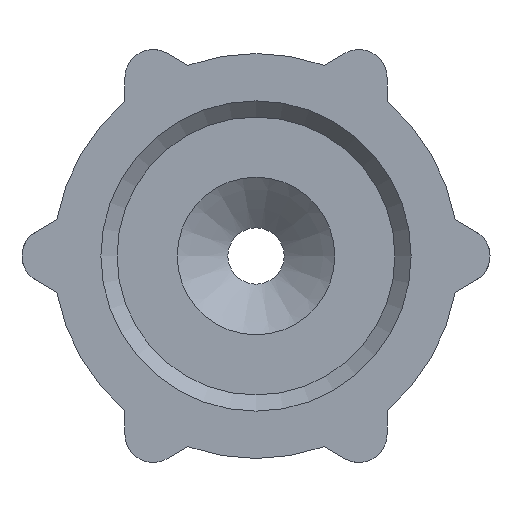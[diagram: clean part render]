
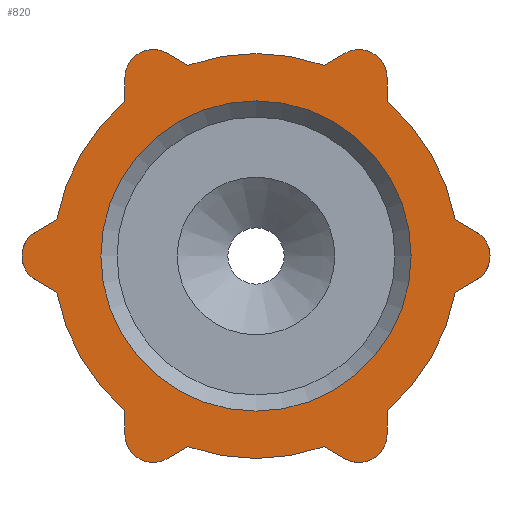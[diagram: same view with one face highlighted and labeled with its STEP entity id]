
A CAD part, front view. The second image highlights one B-rep face of the part: STEP entity #820.
In plain terms, the highlighted planar face has unit normal (0, -1, 0).
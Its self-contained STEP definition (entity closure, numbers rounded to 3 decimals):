
#52=LINE('',#1280,#89);
#56=LINE('',#1297,#93);
#60=LINE('',#1314,#97);
#64=LINE('',#1331,#101);
#66=LINE('',#1339,#103);
#72=LINE('',#1433,#109);
#73=LINE('',#1438,#110);
#74=LINE('',#1443,#111);
#76=LINE('',#1451,#113);
#79=LINE('',#1484,#116);
#82=LINE('',#1514,#119);
#84=LINE('',#1525,#121);
#89=VECTOR('',#958,2.127);
#93=VECTOR('',#970,2.127);
#97=VECTOR('',#982,2.127);
#101=VECTOR('',#994,2.127);
#103=VECTOR('',#998,2.127);
#109=VECTOR('',#1022,2.127);
#110=VECTOR('',#1025,2.127);
#111=VECTOR('',#1028,2.127);
#113=VECTOR('',#1032,2.127);
#116=VECTOR('',#1047,2.127);
#119=VECTOR('',#1056,2.127);
#121=VECTOR('',#1066,2.127);
#166=PLANE('',#914);
#188=FACE_BOUND('',#313,.T.);
#240=FACE_OUTER_BOUND('',#312,.T.);
#312=EDGE_LOOP('',(#709,#710,#711,#712,#713,#714,#715,#716,#717,#718,#719,
#720,#721,#722,#723,#724,#725,#726,#727,#728,#729,#730,#731,#732));
#313=EDGE_LOOP('',(#733));
#329=CIRCLE('',#840,18.);
#331=CIRCLE('',#844,18.);
#333=CIRCLE('',#848,18.);
#335=CIRCLE('',#852,18.);
#336=CIRCLE('',#856,2.5);
#337=CIRCLE('',#858,2.5);
#338=CIRCLE('',#860,2.5);
#339=CIRCLE('',#862,2.5);
#340=CIRCLE('',#868,2.5);
#342=CIRCLE('',#871,18.);
#343=CIRCLE('',#874,2.5);
#345=CIRCLE('',#878,18.);
#362=CIRCLE('',#913,13.794);
#376=VERTEX_POINT('',#1266);
#377=VERTEX_POINT('',#1268);
#380=VERTEX_POINT('',#1277);
#381=VERTEX_POINT('',#1279);
#384=VERTEX_POINT('',#1286);
#385=VERTEX_POINT('',#1288);
#387=VERTEX_POINT('',#1296);
#390=VERTEX_POINT('',#1303);
#391=VERTEX_POINT('',#1305);
#393=VERTEX_POINT('',#1313);
#396=VERTEX_POINT('',#1320);
#397=VERTEX_POINT('',#1322);
#399=VERTEX_POINT('',#1330);
#401=VERTEX_POINT('',#1338);
#404=VERTEX_POINT('',#1360);
#407=VERTEX_POINT('',#1382);
#410=VERTEX_POINT('',#1404);
#413=VERTEX_POINT('',#1426);
#415=VERTEX_POINT('',#1449);
#418=VERTEX_POINT('',#1474);
#420=VERTEX_POINT('',#1482);
#423=VERTEX_POINT('',#1504);
#425=VERTEX_POINT('',#1512);
#427=VERTEX_POINT('',#1518);
#444=VERTEX_POINT('',#1575);
#460=EDGE_CURVE('',#377,#376,#329,.T.);
#464=EDGE_CURVE('',#381,#380,#52,.T.);
#468=EDGE_CURVE('',#385,#384,#331,.T.);
#471=EDGE_CURVE('',#387,#377,#56,.T.);
#475=EDGE_CURVE('',#391,#390,#333,.T.);
#478=EDGE_CURVE('',#393,#385,#60,.T.);
#482=EDGE_CURVE('',#397,#396,#335,.T.);
#485=EDGE_CURVE('',#399,#397,#64,.T.);
#488=EDGE_CURVE('',#401,#391,#66,.T.);
#492=EDGE_CURVE('',#404,#387,#336,.T.);
#496=EDGE_CURVE('',#407,#393,#337,.T.);
#500=EDGE_CURVE('',#410,#401,#338,.T.);
#504=EDGE_CURVE('',#413,#399,#339,.T.);
#507=EDGE_CURVE('',#396,#410,#72,.T.);
#509=EDGE_CURVE('',#390,#407,#73,.T.);
#511=EDGE_CURVE('',#384,#404,#74,.T.);
#514=EDGE_CURVE('',#376,#415,#76,.T.);
#517=EDGE_CURVE('',#415,#381,#340,.T.);
#520=EDGE_CURVE('',#380,#418,#342,.T.);
#523=EDGE_CURVE('',#418,#420,#79,.T.);
#527=EDGE_CURVE('',#420,#423,#343,.T.);
#530=EDGE_CURVE('',#423,#425,#82,.T.);
#533=EDGE_CURVE('',#425,#427,#345,.T.);
#535=EDGE_CURVE('',#427,#413,#84,.T.);
#552=EDGE_CURVE('',#444,#444,#362,.T.);
#709=ORIENTED_EDGE('',*,*,#504,.T.);
#710=ORIENTED_EDGE('',*,*,#485,.T.);
#711=ORIENTED_EDGE('',*,*,#482,.T.);
#712=ORIENTED_EDGE('',*,*,#507,.T.);
#713=ORIENTED_EDGE('',*,*,#500,.T.);
#714=ORIENTED_EDGE('',*,*,#488,.T.);
#715=ORIENTED_EDGE('',*,*,#475,.T.);
#716=ORIENTED_EDGE('',*,*,#509,.T.);
#717=ORIENTED_EDGE('',*,*,#496,.T.);
#718=ORIENTED_EDGE('',*,*,#478,.T.);
#719=ORIENTED_EDGE('',*,*,#468,.T.);
#720=ORIENTED_EDGE('',*,*,#511,.T.);
#721=ORIENTED_EDGE('',*,*,#492,.T.);
#722=ORIENTED_EDGE('',*,*,#471,.T.);
#723=ORIENTED_EDGE('',*,*,#460,.T.);
#724=ORIENTED_EDGE('',*,*,#514,.T.);
#725=ORIENTED_EDGE('',*,*,#517,.T.);
#726=ORIENTED_EDGE('',*,*,#464,.T.);
#727=ORIENTED_EDGE('',*,*,#520,.T.);
#728=ORIENTED_EDGE('',*,*,#523,.T.);
#729=ORIENTED_EDGE('',*,*,#527,.T.);
#730=ORIENTED_EDGE('',*,*,#530,.T.);
#731=ORIENTED_EDGE('',*,*,#533,.T.);
#732=ORIENTED_EDGE('',*,*,#535,.T.);
#733=ORIENTED_EDGE('',*,*,#552,.T.);
#820=ADVANCED_FACE('',(#240,#188),#166,.T.);
#840=AXIS2_PLACEMENT_3D('',#1269,#952,#953);
#844=AXIS2_PLACEMENT_3D('',#1289,#965,#966);
#848=AXIS2_PLACEMENT_3D('',#1306,#977,#978);
#852=AXIS2_PLACEMENT_3D('',#1323,#989,#990);
#856=AXIS2_PLACEMENT_3D('',#1361,#1002,#1003);
#858=AXIS2_PLACEMENT_3D('',#1383,#1007,#1008);
#860=AXIS2_PLACEMENT_3D('',#1405,#1012,#1013);
#862=AXIS2_PLACEMENT_3D('',#1427,#1017,#1018);
#868=AXIS2_PLACEMENT_3D('',#1470,#1035,#1036);
#871=AXIS2_PLACEMENT_3D('',#1476,#1042,#1043);
#874=AXIS2_PLACEMENT_3D('',#1506,#1051,#1052);
#878=AXIS2_PLACEMENT_3D('',#1520,#1062,#1063);
#913=AXIS2_PLACEMENT_3D('',#1576,#1133,#1134);
#914=AXIS2_PLACEMENT_3D('',#1577,#1135,#1136);
#952=DIRECTION('center_axis',(0.,-1.,0.));
#953=DIRECTION('ref_axis',(0.647,0.,-0.762));
#958=DIRECTION('',(-0.866,0.,0.5));
#965=DIRECTION('center_axis',(0.,-1.,0.));
#966=DIRECTION('ref_axis',(-0.337,0.,-0.942));
#970=DIRECTION('',(0.,0.,1.));
#977=DIRECTION('center_axis',(0.,-1.,0.));
#978=DIRECTION('ref_axis',(-0.984,0.,-0.179));
#982=DIRECTION('',(0.866,0.,0.5));
#989=DIRECTION('center_axis',(0.,-1.,0.));
#990=DIRECTION('ref_axis',(-0.647,0.,0.762));
#994=DIRECTION('',(0.,0.,-1.));
#998=DIRECTION('',(0.866,0.,-0.5));
#1002=DIRECTION('center_axis',(0.,-1.,0.));
#1003=DIRECTION('ref_axis',(-0.5,0.,-0.866));
#1007=DIRECTION('center_axis',(0.,-1.,0.));
#1008=DIRECTION('ref_axis',(-1.,0.,0.));
#1012=DIRECTION('center_axis',(0.,-1.,0.));
#1013=DIRECTION('ref_axis',(-0.5,0.,0.866));
#1017=DIRECTION('center_axis',(0.,-1.,0.));
#1018=DIRECTION('ref_axis',(0.5,0.,0.866));
#1022=DIRECTION('',(-0.866,0.,-0.5));
#1025=DIRECTION('',(0.,0.,-1.));
#1028=DIRECTION('',(0.866,0.,-0.5));
#1032=DIRECTION('',(0.866,0.,0.5));
#1035=DIRECTION('center_axis',(0.,-1.,0.));
#1036=DIRECTION('ref_axis',(0.5,0.,-0.866));
#1042=DIRECTION('center_axis',(0.,-1.,0.));
#1043=DIRECTION('ref_axis',(0.984,0.,0.179));
#1047=DIRECTION('',(0.,0.,1.));
#1051=DIRECTION('center_axis',(0.,-1.,0.));
#1052=DIRECTION('ref_axis',(1.,0.,0.));
#1056=DIRECTION('',(-0.866,0.,-0.5));
#1062=DIRECTION('center_axis',(0.,-1.,0.));
#1063=DIRECTION('ref_axis',(0.337,0.,0.942));
#1066=DIRECTION('',(-0.866,0.,0.5));
#1133=DIRECTION('center_axis',(0.,1.,0.));
#1134=DIRECTION('ref_axis',(1.,0.,0.));
#1135=DIRECTION('center_axis',(0.,-1.,0.));
#1136=DIRECTION('ref_axis',(0.,0.,-1.));
#1266=CARTESIAN_POINT('',(17.708,0.,-3.228));
#1268=CARTESIAN_POINT('',(11.65,0.,-13.721));
#1269=CARTESIAN_POINT('Origin',(0.,0.,
0.));
#1277=CARTESIAN_POINT('',(17.708,0.,3.228));
#1279=CARTESIAN_POINT('',(19.55,0.,2.165));
#1280=CARTESIAN_POINT('',(3.967,0.,11.162));
#1286=CARTESIAN_POINT('',(6.058,0.,-16.95));
#1288=CARTESIAN_POINT('',(-6.058,0.,-16.95));
#1289=CARTESIAN_POINT('Origin',(0.,0.,
0.));
#1296=CARTESIAN_POINT('',(11.65,0.,-15.848));
#1297=CARTESIAN_POINT('',(11.65,0.,-6.861));
#1303=CARTESIAN_POINT('',(-11.65,0.,-13.721));
#1305=CARTESIAN_POINT('',(-17.708,0.,-3.228));
#1306=CARTESIAN_POINT('Origin',(0.,0.,
0.));
#1313=CARTESIAN_POINT('',(-7.9,0.,-18.013));
#1314=CARTESIAN_POINT('',(-7.917,0.,-18.023));
#1320=CARTESIAN_POINT('',(-17.708,0.,3.228));
#1322=CARTESIAN_POINT('',(-11.65,0.,13.721));
#1323=CARTESIAN_POINT('Origin',(0.,0.,
0.));
#1330=CARTESIAN_POINT('',(-11.65,0.,15.848));
#1331=CARTESIAN_POINT('',(-11.65,0.,6.861));
#1338=CARTESIAN_POINT('',(-19.55,0.,-2.165));
#1339=CARTESIAN_POINT('',(-19.567,0.,-2.156));
#1360=CARTESIAN_POINT('',(7.9,0.,-18.013));
#1361=CARTESIAN_POINT('Origin',(9.15,0.,-15.848));
#1382=CARTESIAN_POINT('',(-11.65,0.,-15.848));
#1383=CARTESIAN_POINT('Origin',(-9.15,0.,-15.848));
#1404=CARTESIAN_POINT('',(-19.55,0.,2.165));
#1405=CARTESIAN_POINT('Origin',(-18.3,0.,0.));
#1426=CARTESIAN_POINT('',(-7.9,0.,18.013));
#1427=CARTESIAN_POINT('Origin',(-9.15,0.,15.848));
#1433=CARTESIAN_POINT('',(-20.488,0.,1.624));
#1438=CARTESIAN_POINT('',(-11.65,0.,-7.924));
#1443=CARTESIAN_POINT('',(-6.763,0.,-9.548));
#1449=CARTESIAN_POINT('',(19.55,0.,-2.165));
#1451=CARTESIAN_POINT('',(4.887,0.,-10.63));
#1470=CARTESIAN_POINT('Origin',(18.3,0.,0.));
#1474=CARTESIAN_POINT('',(11.65,0.,13.721));
#1476=CARTESIAN_POINT('Origin',(0.,0.,
0.));
#1482=CARTESIAN_POINT('',(11.65,0.,15.848));
#1484=CARTESIAN_POINT('',(11.65,0.,7.924));
#1504=CARTESIAN_POINT('',(7.9,0.,18.013));
#1506=CARTESIAN_POINT('Origin',(9.15,0.,15.848));
#1512=CARTESIAN_POINT('',(6.058,0.,16.95));
#1514=CARTESIAN_POINT('',(-7.683,0.,9.016));
#1518=CARTESIAN_POINT('',(-6.058,0.,16.95));
#1520=CARTESIAN_POINT('Origin',(0.,0.,
0.));
#1525=CARTESIAN_POINT('',(-8.837,0.,18.555));
#1575=CARTESIAN_POINT('',(-13.794,0.,0.));
#1576=CARTESIAN_POINT('Origin',(0.,0.,
0.));
#1577=CARTESIAN_POINT('Origin',(-20.8,0.,0.));
